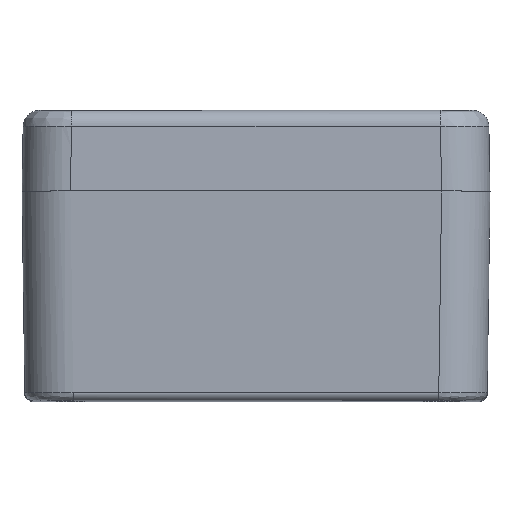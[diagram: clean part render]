
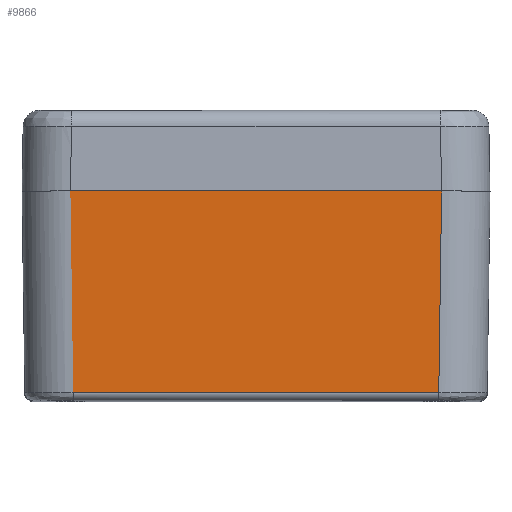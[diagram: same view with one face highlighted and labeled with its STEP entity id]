
A CAD part, top view. The second image highlights one B-rep face of the part: STEP entity #9866.
In plain terms, the highlighted planar face has unit normal (0, -0.014, 1).
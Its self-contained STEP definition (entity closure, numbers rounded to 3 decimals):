
#429 = CARTESIAN_POINT ( 'NONE',  ( -23.001, 26., 32. ) ) ;
#1073 = LINE ( 'NONE', #2396, #12861 ) ;
#1844 = LINE ( 'NONE', #9184, #6703 ) ;
#1898 = VERTEX_POINT ( 'NONE', #14371 ) ;
#1916 = AXIS2_PLACEMENT_3D ( 'NONE', #9801, #15474, #2745 ) ;
#2396 = CARTESIAN_POINT ( 'NONE',  ( -23.001, 26., 32. ) ) ;
#2745 = DIRECTION ( 'NONE',  ( -1., 0., 0. ) ) ;
#2844 = EDGE_LOOP ( 'NONE', ( #7147, #10777, #10773, #14065 ) ) ;
#3794 = DIRECTION ( 'NONE',  ( 1., 0., 0. ) ) ;
#4927 = DIRECTION ( 'NONE',  ( 0.014, -1., -0.014 ) ) ;
#6703 = VECTOR ( 'NONE', #7510, 1000. ) ;
#6839 = DIRECTION ( 'NONE',  ( -1., 0., 0. ) ) ;
#7127 = CARTESIAN_POINT ( 'NONE',  ( 22.651, 0.986, 31.651 ) ) ;
#7147 = ORIENTED_EDGE ( 'NONE', *, *, #10603, .F. ) ;
#7510 = DIRECTION ( 'NONE',  ( -0.014, -1., -0.014 ) ) ;
#7511 = LINE ( 'NONE', #429, #11466 ) ;
#8282 = VECTOR ( 'NONE', #6839, 1000. ) ;
#9184 = CARTESIAN_POINT ( 'NONE',  ( 23.001, 26., 32. ) ) ;
#9607 = LINE ( 'NONE', #13801, #8282 ) ;
#9801 = CARTESIAN_POINT ( 'NONE',  ( -31.14, 26., 32. ) ) ;
#9866 = ADVANCED_FACE ( 'NONE', ( #11462 ), #12864, .T. ) ;
#10603 = EDGE_CURVE ( 'NONE', #1898, #14237, #1844, .T. ) ;
#10773 = ORIENTED_EDGE ( 'NONE', *, *, #13301, .T. ) ;
#10777 = ORIENTED_EDGE ( 'NONE', *, *, #15276, .F. ) ;
#11462 = FACE_OUTER_BOUND ( 'NONE', #2844, .T. ) ;
#11466 = VECTOR ( 'NONE', #4927, 1000. ) ;
#12861 = VECTOR ( 'NONE', #3794, 1000. ) ;
#12864 = PLANE ( 'NONE',  #1916 ) ;
#13301 = EDGE_CURVE ( 'NONE', #17705, #14551, #7511, .T. ) ;
#13801 = CARTESIAN_POINT ( 'NONE',  ( 22.651, 0.986, 31.651 ) ) ;
#14065 = ORIENTED_EDGE ( 'NONE', *, *, #17366, .F. ) ;
#14237 = VERTEX_POINT ( 'NONE', #7127 ) ;
#14371 = CARTESIAN_POINT ( 'NONE',  ( 23.001, 26., 32. ) ) ;
#14551 = VERTEX_POINT ( 'NONE', #15189 ) ;
#14899 = CARTESIAN_POINT ( 'NONE',  ( -23.001, 26., 32. ) ) ;
#15189 = CARTESIAN_POINT ( 'NONE',  ( -22.651, 0.986, 31.651 ) ) ;
#15276 = EDGE_CURVE ( 'NONE', #17705, #1898, #1073, .T. ) ;
#15474 = DIRECTION ( 'NONE',  ( 0., -0.014, 1. ) ) ;
#17366 = EDGE_CURVE ( 'NONE', #14237, #14551, #9607, .T. ) ;
#17705 = VERTEX_POINT ( 'NONE', #14899 ) ;
